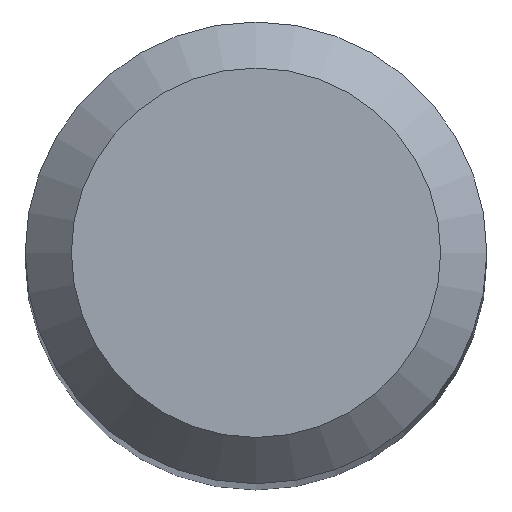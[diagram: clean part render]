
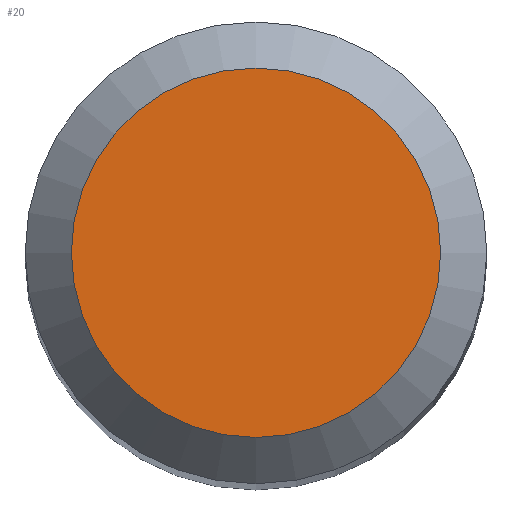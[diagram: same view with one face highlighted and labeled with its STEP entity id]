
A CAD part, top view. The second image highlights one B-rep face of the part: STEP entity #20.
In plain terms, the highlighted planar face has unit normal (0, 0, 1).
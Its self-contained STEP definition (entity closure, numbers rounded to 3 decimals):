
#10 = CARTESIAN_POINT ( 'NONE',  ( 0., 1.2, 38. ) ) ;
#14 = EDGE_LOOP ( 'NONE', ( #79 ) ) ;
#20 = ADVANCED_FACE ( 'NONE', ( #68 ), #87, .F. ) ;
#37 = DIRECTION ( 'NONE',  ( 0., 1., 0. ) ) ;
#40 = AXIS2_PLACEMENT_3D ( 'NONE', #69, #52, #37 ) ;
#52 = DIRECTION ( 'NONE',  ( 0., 0., -1. ) ) ;
#68 = FACE_OUTER_BOUND ( 'NONE', #14, .T. ) ;
#69 = CARTESIAN_POINT ( 'NONE',  ( 0., 0., 38. ) ) ;
#79 = ORIENTED_EDGE ( 'NONE', *, *, #81, .F. ) ;
#81 = EDGE_CURVE ( 'NONE', #93, #93, #107, .T. ) ;
#87 = PLANE ( 'NONE',  #133 ) ;
#93 = VERTEX_POINT ( 'NONE', #10 ) ;
#107 = CIRCLE ( 'NONE', #40, 1.2 ) ;
#133 = AXIS2_PLACEMENT_3D ( 'NONE', #153, #156, #141 ) ;
#141 = DIRECTION ( 'NONE',  ( 0., 1., 0. ) ) ;
#153 = CARTESIAN_POINT ( 'NONE',  ( 0., 0., 38. ) ) ;
#156 = DIRECTION ( 'NONE',  ( 0., 0., -1. ) ) ;
